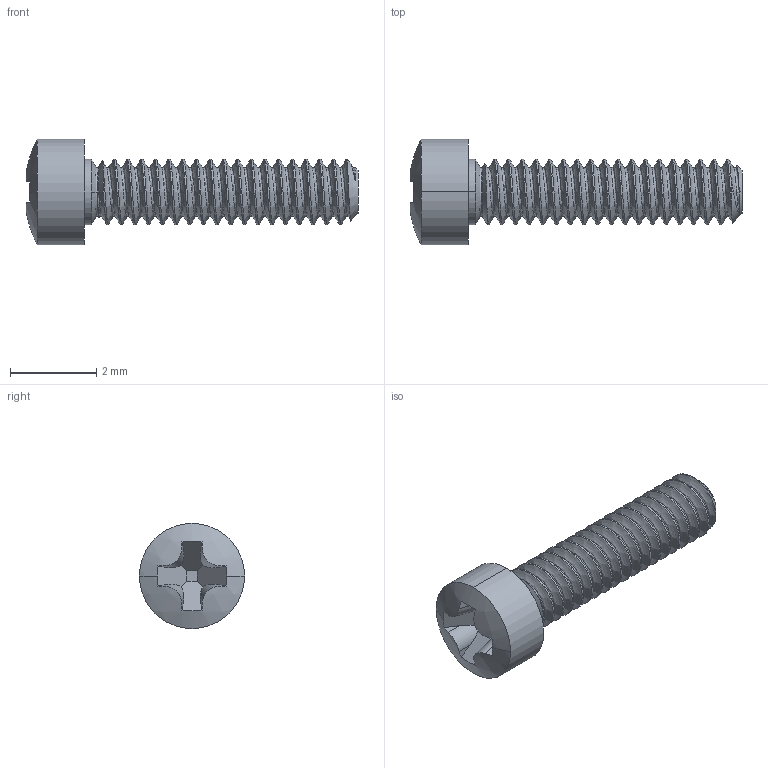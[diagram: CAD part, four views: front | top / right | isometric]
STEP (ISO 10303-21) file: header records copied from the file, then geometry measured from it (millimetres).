
FILE_DESCRIPTION (( 'STEP AP203' ), '1' );
FILE_NAME ('B000FN8B9E.3D.STEP', '2013-04-24T12:15:01', ( '' ), ( '' ), 'SwSTEP 2.0', 'SolidWorks 2010', '' );
FILE_SCHEMA (( 'CONFIG_CONTROL_DESIGN' ));
Length unit declared in the file: inch
Products named in the file (1): B000FN8B9E.3D
Bounding box: 7.7 x 2.44 x 2.44 mm (x, y, z)
Volume: 14 mm3; surface area: 63.1 mm2
Topology: 1 solids, 1 shells, 76 faces, 210 edges, 137 vertices
Faces by surface type: cylinder 45, plane 15, cone 7, torus 4, bspline 3, sphere 2
Entity records: 7459 total; most frequent: CARTESIAN_POINT 5686, ORIENTED_EDGE 420, DIRECTION 305, EDGE_CURVE 210, VERTEX_POINT 137, AXIS2_PLACEMENT_3D 117, EDGE_LOOP 77, FACE_OUTER_BOUND 76
